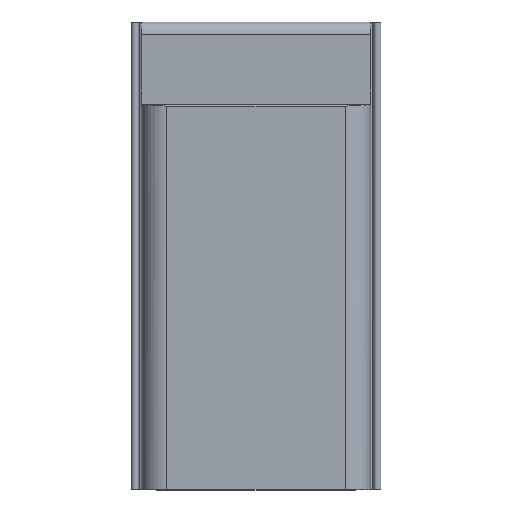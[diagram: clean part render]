
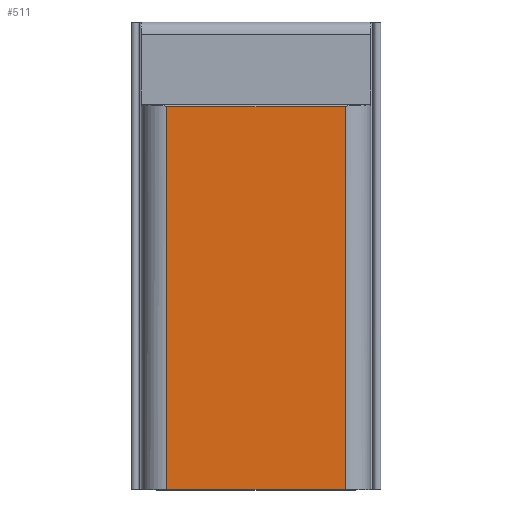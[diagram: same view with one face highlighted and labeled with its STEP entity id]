
A CAD part, top view. The second image highlights one B-rep face of the part: STEP entity #511.
In plain terms, the highlighted planar face has unit normal (0, 0, 1).
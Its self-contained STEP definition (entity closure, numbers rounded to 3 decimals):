
#78 = VECTOR ( 'NONE', #528, 1000. ) ;
#92 = VECTOR ( 'NONE', #608, 1000. ) ;
#102 = LINE ( 'NONE', #321, #273 ) ;
#104 = LINE ( 'NONE', #663, #78 ) ;
#113 = DIRECTION ( 'NONE',  ( 1., 0., 0. ) ) ;
#127 = CARTESIAN_POINT ( 'NONE',  ( -6.95, 18.25, 6. ) ) ;
#150 = ORIENTED_EDGE ( 'NONE', *, *, #938, .F. ) ;
#190 = VERTEX_POINT ( 'NONE', #541 ) ;
#249 = CARTESIAN_POINT ( 'NONE',  ( -6.95, 18.25, 6. ) ) ;
#251 = ORIENTED_EDGE ( 'NONE', *, *, #685, .T. ) ;
#262 = CARTESIAN_POINT ( 'NONE',  ( 6.95, 18.25, 6. ) ) ;
#267 = ORIENTED_EDGE ( 'NONE', *, *, #888, .T. ) ;
#273 = VECTOR ( 'NONE', #113, 1000. ) ;
#278 = CARTESIAN_POINT ( 'NONE',  ( 6.95, 11.65, 6. ) ) ;
#321 = CARTESIAN_POINT ( 'NONE',  ( -6.95, -18.25, 6. ) ) ;
#343 = AXIS2_PLACEMENT_3D ( 'NONE', #127, #423, #694 ) ;
#423 = DIRECTION ( 'NONE',  ( 0., 0., -1. ) ) ;
#425 = LINE ( 'NONE', #262, #92 ) ;
#448 = LINE ( 'NONE', #249, #777 ) ;
#484 = VERTEX_POINT ( 'NONE', #278 ) ;
#511 = ADVANCED_FACE ( 'NONE', ( #525 ), #693, .F. ) ;
#525 = FACE_OUTER_BOUND ( 'NONE', #940, .T. ) ;
#528 = DIRECTION ( 'NONE',  ( -1., 0., 0. ) ) ;
#541 = CARTESIAN_POINT ( 'NONE',  ( -6.95, 11.65, 6. ) ) ;
#543 = CARTESIAN_POINT ( 'NONE',  ( 6.95, -18.25, 6. ) ) ;
#608 = DIRECTION ( 'NONE',  ( 0., -1., 0. ) ) ;
#655 = DIRECTION ( 'NONE',  ( 0., -1., 0. ) ) ;
#663 = CARTESIAN_POINT ( 'NONE',  ( 9.751, 11.65, 6. ) ) ;
#685 = EDGE_CURVE ( 'NONE', #190, #808, #448, .T. ) ;
#693 = PLANE ( 'NONE',  #343 ) ;
#694 = DIRECTION ( 'NONE',  ( -1., 0., 0. ) ) ;
#710 = EDGE_CURVE ( 'NONE', #484, #190, #104, .T. ) ;
#712 = ORIENTED_EDGE ( 'NONE', *, *, #710, .T. ) ;
#777 = VECTOR ( 'NONE', #655, 1000. ) ;
#808 = VERTEX_POINT ( 'NONE', #820 ) ;
#820 = CARTESIAN_POINT ( 'NONE',  ( -6.95, -18.25, 6. ) ) ;
#836 = VERTEX_POINT ( 'NONE', #543 ) ;
#888 = EDGE_CURVE ( 'NONE', #808, #836, #102, .T. ) ;
#938 = EDGE_CURVE ( 'NONE', #484, #836, #425, .T. ) ;
#940 = EDGE_LOOP ( 'NONE', ( #150, #712, #251, #267 ) ) ;
